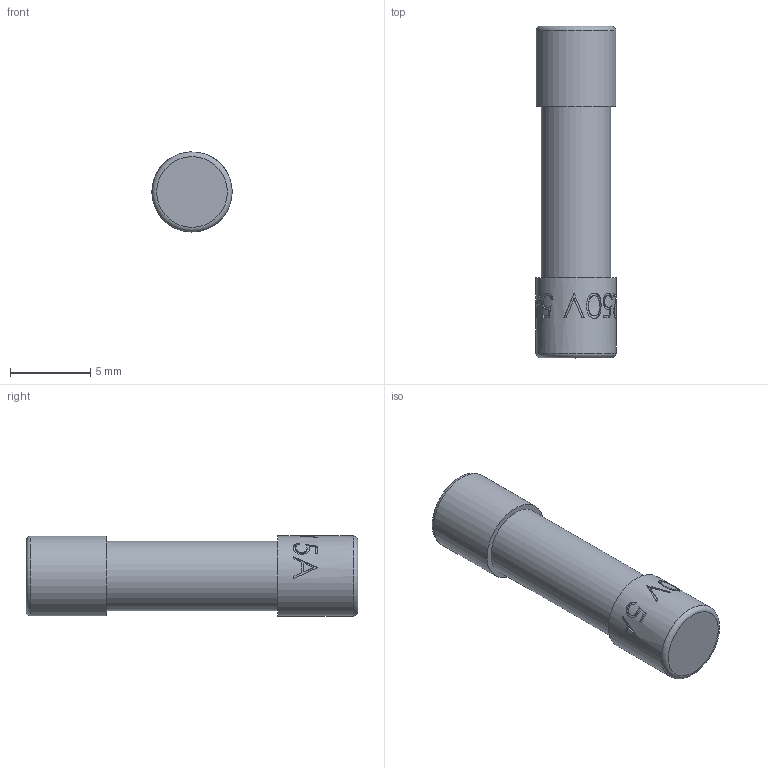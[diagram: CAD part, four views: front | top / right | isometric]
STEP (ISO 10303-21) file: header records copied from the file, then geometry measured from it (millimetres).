
FILE_DESCRIPTION(/* description */ ('STEP AP203'),/* implementation_level */ '2;1');
FILE_NAME(/* name */ 'fuse_520.STEP',/* time_stamp */ '2025-01-11T02:01:57+01:00',/* author */ ('remi.decoster'),/* organization */ ('Hewlett-Packard Company'),/* preprocessor_version */ 'ST-DEVELOPER v18.1',/* originating_system */ 'Autodesk Inventor 2021',/* authorisation */ '');
FILE_SCHEMA (('CONFIG_CONTROL_DESIGN'));
Length unit declared in the file: millimetre
Products named in the file (5): fuse_520; Ferro fusibile A; Vetro fusibile; Filo fusibile; Ferro fusibile
Assembly tree (4 placements, depth 2):
  fuse_520
    Ferro fusibile A
    Vetro fusibile
    Filo fusibile
    Ferro fusibile
Bounding box: 5 x 20.7 x 5 mm (x, y, z)
Volume: 128.6 mm3; surface area: 913.7 mm2
Topology: 4 solids, 4 shells, 94 faces, 245 edges, 168 vertices
Faces by surface type: bspline 47, plane 30, cylinder 15, torus 2
Full cylindrical faces by diameter (mm): 0.5 x1, 3.85 x1, 4.3 x2, 4.35 x1, 5 x2
Entity records: 6314 total; most frequent: CARTESIAN_POINT 3938, ORIENTED_EDGE 490, DIRECTION 337, EDGE_CURVE 245, VERTEX_POINT 168, AXIS2_PLACEMENT_3D 128, EDGE_LOOP 105, STYLED_ITEM 98
